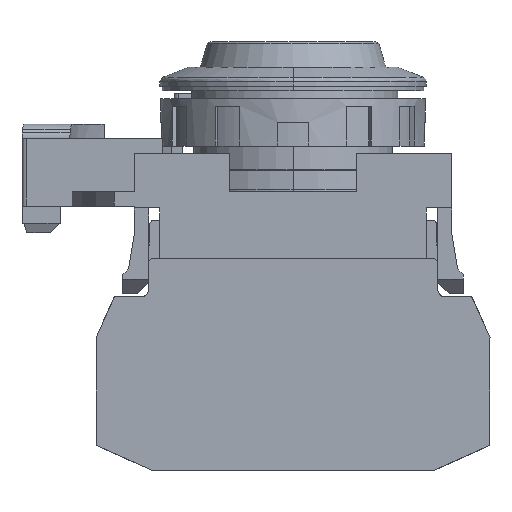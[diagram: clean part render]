
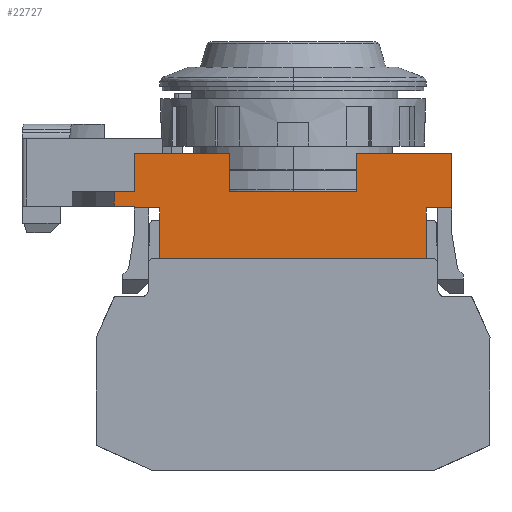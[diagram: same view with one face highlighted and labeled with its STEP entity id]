
A CAD part, left-side view. The second image highlights one B-rep face of the part: STEP entity #22727.
In plain terms, the highlighted planar face has unit normal (-1, 0, 0).
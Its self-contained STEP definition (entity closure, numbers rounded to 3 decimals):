
#31 = DIRECTION ( 'NONE',  ( 0., -1., 0. ) ) ;
#130 = EDGE_CURVE ( 'NONE', #15174, #14598, #6711, .T. ) ;
#158 = ORIENTED_EDGE ( 'NONE', *, *, #13300, .T. ) ;
#200 = DIRECTION ( 'NONE',  ( 0., -1., 0. ) ) ;
#237 = DIRECTION ( 'NONE',  ( 0., 1., 0. ) ) ;
#466 = DIRECTION ( 'NONE',  ( 0., 0., -1. ) ) ;
#515 = ORIENTED_EDGE ( 'NONE', *, *, #11438, .F. ) ;
#645 = LINE ( 'NONE', #8313, #3220 ) ;
#1266 = CARTESIAN_POINT ( 'NONE',  ( -14.9, 16.7, 4. ) ) ;
#1813 = CARTESIAN_POINT ( 'NONE',  ( -14.9, -14., 0. ) ) ;
#2024 = CARTESIAN_POINT ( 'NONE',  ( -14.9, -14., 5.3 ) ) ;
#2081 = CARTESIAN_POINT ( 'NONE',  ( -14.9, 16.7, 7. ) ) ;
#2172 = CARTESIAN_POINT ( 'NONE',  ( -14.9, 14., 5.5 ) ) ;
#2198 = EDGE_CURVE ( 'NONE', #9700, #6292, #15726, .T. ) ;
#2454 = DIRECTION ( 'NONE',  ( 1., 0., 0. ) ) ;
#3220 = VECTOR ( 'NONE', #15965, 1000. ) ;
#3304 = VERTEX_POINT ( 'NONE', #9452 ) ;
#3334 = ORIENTED_EDGE ( 'NONE', *, *, #15680, .F. ) ;
#3591 = VERTEX_POINT ( 'NONE', #24236 ) ;
#3694 = DIRECTION ( 'NONE',  ( 0., 0., 1. ) ) ;
#3773 = EDGE_CURVE ( 'NONE', #22336, #19220, #9791, .T. ) ;
#3888 = EDGE_LOOP ( 'NONE', ( #17998, #3334, #7854, #6141, #515, #14227, #24782, #9508, #13323, #23239, #23757, #16427, #18953, #6844, #158, #13861 ) ) ;
#4331 = FACE_OUTER_BOUND ( 'NONE', #3888, .T. ) ;
#4490 = CARTESIAN_POINT ( 'NONE',  ( -14.9, -16.7, 5.3 ) ) ;
#5192 = EDGE_CURVE ( 'NONE', #3591, #6938, #19383, .T. ) ;
#5943 = CARTESIAN_POINT ( 'NONE',  ( -14.9, -16.7, 5.5 ) ) ;
#6141 = ORIENTED_EDGE ( 'NONE', *, *, #11223, .F. ) ;
#6184 = DIRECTION ( 'NONE',  ( 0., -1., 0. ) ) ;
#6253 = EDGE_CURVE ( 'NONE', #18964, #22002, #24686, .T. ) ;
#6292 = VERTEX_POINT ( 'NONE', #2081 ) ;
#6655 = CARTESIAN_POINT ( 'NONE',  ( -14.9, 18.815, 7. ) ) ;
#6711 = LINE ( 'NONE', #14353, #6814 ) ;
#6814 = VECTOR ( 'NONE', #22016, 1000. ) ;
#6844 = ORIENTED_EDGE ( 'NONE', *, *, #15903, .T. ) ;
#6858 = DIRECTION ( 'NONE',  ( 0., 1., 0. ) ) ;
#6938 = VERTEX_POINT ( 'NONE', #10695 ) ;
#6980 = EDGE_CURVE ( 'NONE', #3304, #15174, #18466, .T. ) ;
#7141 = DIRECTION ( 'NONE',  ( 0., -1., 0. ) ) ;
#7494 = CARTESIAN_POINT ( 'NONE',  ( -14.9, -6.7, 5.5 ) ) ;
#7854 = ORIENTED_EDGE ( 'NONE', *, *, #6253, .F. ) ;
#7866 = LINE ( 'NONE', #15512, #23756 ) ;
#7980 = EDGE_CURVE ( 'NONE', #6292, #19869, #645, .T. ) ;
#8313 = CARTESIAN_POINT ( 'NONE',  ( -14.9, 16.7, 5.5 ) ) ;
#8370 = VECTOR ( 'NONE', #15143, 1000. ) ;
#8719 = LINE ( 'NONE', #16367, #13944 ) ;
#8940 = DIRECTION ( 'NONE',  ( 0., 0., 1. ) ) ;
#9452 = CARTESIAN_POINT ( 'NONE',  ( -14.9, 16.7, 5.3 ) ) ;
#9508 = ORIENTED_EDGE ( 'NONE', *, *, #2198, .F. ) ;
#9583 = LINE ( 'NONE', #17233, #17378 ) ;
#9700 = VERTEX_POINT ( 'NONE', #6655 ) ;
#9754 = LINE ( 'NONE', #17402, #18755 ) ;
#9791 = LINE ( 'NONE', #17438, #17772 ) ;
#9841 = DIRECTION ( 'NONE',  ( 0., 0., 1. ) ) ;
#10015 = LINE ( 'NONE', #17661, #18655 ) ;
#10094 = CARTESIAN_POINT ( 'NONE',  ( -14.9, -6.7, 11. ) ) ;
#10129 = DIRECTION ( 'NONE',  ( 0., 1., 0. ) ) ;
#10324 = EDGE_CURVE ( 'NONE', #9700, #14598, #7866, .T. ) ;
#10695 = CARTESIAN_POINT ( 'NONE',  ( -14.9, 14., 5.3 ) ) ;
#11223 = EDGE_CURVE ( 'NONE', #11819, #18964, #16678, .T. ) ;
#11438 = EDGE_CURVE ( 'NONE', #21912, #11819, #10015, .T. ) ;
#11819 = VERTEX_POINT ( 'NONE', #21412 ) ;
#11881 = CARTESIAN_POINT ( 'NONE',  ( -14.9, -16.7, 11. ) ) ;
#12001 = PLANE ( 'NONE',  #12552 ) ;
#12120 = VECTOR ( 'NONE', #13601, 1000. ) ;
#12552 = AXIS2_PLACEMENT_3D ( 'NONE', #19666, #2454, #10129 ) ;
#13231 = LINE ( 'NONE', #20894, #22276 ) ;
#13300 = EDGE_CURVE ( 'NONE', #21849, #19220, #13231, .T. ) ;
#13323 = ORIENTED_EDGE ( 'NONE', *, *, #10324, .T. ) ;
#13601 = DIRECTION ( 'NONE',  ( 0., 0., -1. ) ) ;
#13760 = VECTOR ( 'NONE', #6184, 1000. ) ;
#13861 = ORIENTED_EDGE ( 'NONE', *, *, #3773, .F. ) ;
#13944 = VECTOR ( 'NONE', #24025, 1000. ) ;
#14227 = ORIENTED_EDGE ( 'NONE', *, *, #24526, .F. ) ;
#14353 = CARTESIAN_POINT ( 'NONE',  ( -14.9, 1.057, 5.5 ) ) ;
#14592 = VECTOR ( 'NONE', #9841, 1000. ) ;
#14598 = VERTEX_POINT ( 'NONE', #19651 ) ;
#15143 = DIRECTION ( 'NONE',  ( 0., 0., 1. ) ) ;
#15174 = VERTEX_POINT ( 'NONE', #18945 ) ;
#15223 = VECTOR ( 'NONE', #8940, 1000. ) ;
#15512 = CARTESIAN_POINT ( 'NONE',  ( -14.9, 18.815, 6.25 ) ) ;
#15680 = EDGE_CURVE ( 'NONE', #22002, #20129, #9754, .T. ) ;
#15726 = LINE ( 'NONE', #23376, #13760 ) ;
#15903 = EDGE_CURVE ( 'NONE', #3591, #21849, #8719, .T. ) ;
#15965 = DIRECTION ( 'NONE',  ( 0., 0., 1. ) ) ;
#16367 = CARTESIAN_POINT ( 'NONE',  ( -14.9, 0., 0. ) ) ;
#16386 = LINE ( 'NONE', #24044, #16548 ) ;
#16427 = ORIENTED_EDGE ( 'NONE', *, *, #23924, .F. ) ;
#16548 = VECTOR ( 'NONE', #6858, 1000. ) ;
#16678 = LINE ( 'NONE', #24330, #24135 ) ;
#17233 = CARTESIAN_POINT ( 'NONE',  ( -14.9, 1.057, 11. ) ) ;
#17378 = VECTOR ( 'NONE', #31, 1000. ) ;
#17402 = CARTESIAN_POINT ( 'NONE',  ( -14.9, 1.057, 11. ) ) ;
#17438 = CARTESIAN_POINT ( 'NONE',  ( -14.9, 1.057, 5.3 ) ) ;
#17661 = CARTESIAN_POINT ( 'NONE',  ( -14.9, 6.7, 5.5 ) ) ;
#17772 = VECTOR ( 'NONE', #237, 1000. ) ;
#17998 = ORIENTED_EDGE ( 'NONE', *, *, #21911, .F. ) ;
#18466 = LINE ( 'NONE', #1266, #15223 ) ;
#18655 = VECTOR ( 'NONE', #466, 1000. ) ;
#18755 = VECTOR ( 'NONE', #200, 1000. ) ;
#18945 = CARTESIAN_POINT ( 'NONE',  ( -14.9, 16.7, 5.5 ) ) ;
#18953 = ORIENTED_EDGE ( 'NONE', *, *, #5192, .F. ) ;
#18964 = VERTEX_POINT ( 'NONE', #19872 ) ;
#19220 = VERTEX_POINT ( 'NONE', #2024 ) ;
#19383 = LINE ( 'NONE', #2172, #14592 ) ;
#19651 = CARTESIAN_POINT ( 'NONE',  ( -14.9, 18.815, 5.5 ) ) ;
#19666 = CARTESIAN_POINT ( 'NONE',  ( -14.9, -16.7, 0. ) ) ;
#19869 = VERTEX_POINT ( 'NONE', #22196 ) ;
#19872 = CARTESIAN_POINT ( 'NONE',  ( -14.9, -6.7, 7. ) ) ;
#20129 = VERTEX_POINT ( 'NONE', #11881 ) ;
#20894 = CARTESIAN_POINT ( 'NONE',  ( -14.9, -14., 2.65 ) ) ;
#21263 = CARTESIAN_POINT ( 'NONE',  ( -14.9, 6.7, 11. ) ) ;
#21412 = CARTESIAN_POINT ( 'NONE',  ( -14.9, 6.7, 7. ) ) ;
#21849 = VERTEX_POINT ( 'NONE', #1813 ) ;
#21911 = EDGE_CURVE ( 'NONE', #20129, #22336, #23145, .T. ) ;
#21912 = VERTEX_POINT ( 'NONE', #21263 ) ;
#22002 = VERTEX_POINT ( 'NONE', #10094 ) ;
#22016 = DIRECTION ( 'NONE',  ( 0., 1., 0. ) ) ;
#22196 = CARTESIAN_POINT ( 'NONE',  ( -14.9, 16.7, 11. ) ) ;
#22276 = VECTOR ( 'NONE', #3694, 1000. ) ;
#22336 = VERTEX_POINT ( 'NONE', #4490 ) ;
#22727 = ADVANCED_FACE ( 'NONE', ( #4331 ), #12001, .F. ) ;
#23145 = LINE ( 'NONE', #5943, #12120 ) ;
#23163 = DIRECTION ( 'NONE',  ( 0., 0., -1. ) ) ;
#23239 = ORIENTED_EDGE ( 'NONE', *, *, #130, .F. ) ;
#23376 = CARTESIAN_POINT ( 'NONE',  ( -14.9, 1.057, 7. ) ) ;
#23756 = VECTOR ( 'NONE', #23163, 1000. ) ;
#23757 = ORIENTED_EDGE ( 'NONE', *, *, #6980, .F. ) ;
#23924 = EDGE_CURVE ( 'NONE', #6938, #3304, #16386, .T. ) ;
#24025 = DIRECTION ( 'NONE',  ( 0., -1., 0. ) ) ;
#24044 = CARTESIAN_POINT ( 'NONE',  ( -14.9, 1.057, 5.3 ) ) ;
#24135 = VECTOR ( 'NONE', #7141, 1000. ) ;
#24236 = CARTESIAN_POINT ( 'NONE',  ( -14.9, 14., 0. ) ) ;
#24330 = CARTESIAN_POINT ( 'NONE',  ( -14.9, 1.057, 7. ) ) ;
#24526 = EDGE_CURVE ( 'NONE', #19869, #21912, #9583, .T. ) ;
#24686 = LINE ( 'NONE', #7494, #8370 ) ;
#24782 = ORIENTED_EDGE ( 'NONE', *, *, #7980, .F. ) ;
